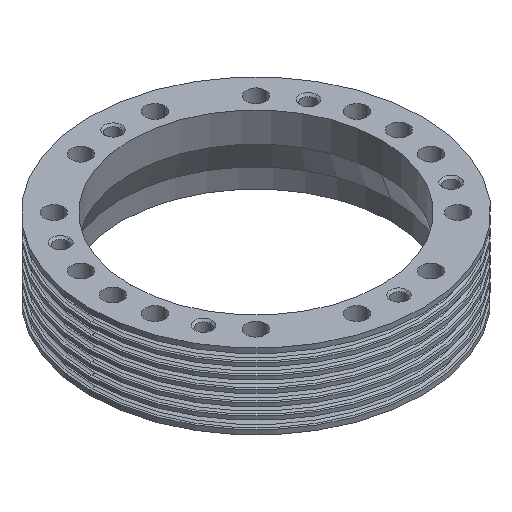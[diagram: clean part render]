
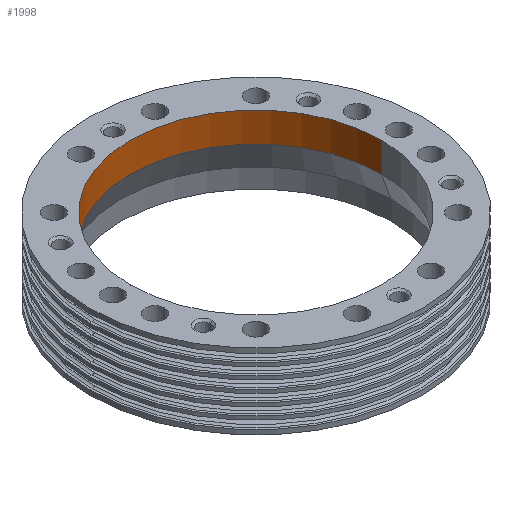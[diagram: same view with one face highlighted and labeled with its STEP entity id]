
A CAD part, isometric view. The second image highlights one B-rep face of the part: STEP entity #1998.
In plain terms, the highlighted cylindrical face has radius 130 mm (diameter 260 mm), a partial arc.
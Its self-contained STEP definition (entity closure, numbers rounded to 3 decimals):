
#74 = CARTESIAN_POINT ( 'NONE',  ( -130., 0., 0. ) ) ;
#87 = EDGE_CURVE ( 'NONE', #632, #3143, #1088, .T. ) ;
#187 = EDGE_LOOP ( 'NONE', ( #5480, #4596, #395, #1134 ) ) ;
#395 = ORIENTED_EDGE ( 'NONE', *, *, #87, .T. ) ;
#632 = VERTEX_POINT ( 'NONE', #2599 ) ;
#654 = CARTESIAN_POINT ( 'NONE',  ( 130., 0., 0. ) ) ;
#692 = CYLINDRICAL_SURFACE ( 'NONE', #4966, 130. ) ;
#718 = DIRECTION ( 'NONE',  ( 0., 0., 1. ) ) ;
#787 = EDGE_CURVE ( 'NONE', #1552, #3691, #1925, .T. ) ;
#1088 = LINE ( 'NONE', #654, #3570 ) ;
#1128 = FACE_OUTER_BOUND ( 'NONE', #187, .T. ) ;
#1134 = ORIENTED_EDGE ( 'NONE', *, *, #2556, .T. ) ;
#1146 = CIRCLE ( 'NONE', #4327, 130. ) ;
#1262 = DIRECTION ( 'NONE',  ( 0., 0., 1. ) ) ;
#1277 = CARTESIAN_POINT ( 'NONE',  ( 130., 0., 78. ) ) ;
#1363 = DIRECTION ( 'NONE',  ( 0., 0., 1. ) ) ;
#1552 = VERTEX_POINT ( 'NONE', #2984 ) ;
#1596 = CARTESIAN_POINT ( 'NONE',  ( 0., 0., 47.475 ) ) ;
#1711 = CARTESIAN_POINT ( 'NONE',  ( 0., 0., 78. ) ) ;
#1811 = DIRECTION ( 'NONE',  ( 0., 0., 1. ) ) ;
#1925 = LINE ( 'NONE', #74, #5224 ) ;
#1998 = ADVANCED_FACE ( 'NONE', ( #1128 ), #692, .F. ) ;
#2115 = DIRECTION ( 'NONE',  ( 1., 0., 0. ) ) ;
#2556 = EDGE_CURVE ( 'NONE', #3143, #3691, #1146, .T. ) ;
#2599 = CARTESIAN_POINT ( 'NONE',  ( 130., 0., 47.475 ) ) ;
#2797 = DIRECTION ( 'NONE',  ( 1., 0., 0. ) ) ;
#2984 = CARTESIAN_POINT ( 'NONE',  ( -130., 0., 47.475 ) ) ;
#3066 = DIRECTION ( 'NONE',  ( 1., 0., 0. ) ) ;
#3143 = VERTEX_POINT ( 'NONE', #1277 ) ;
#3167 = CIRCLE ( 'NONE', #5548, 130. ) ;
#3344 = CARTESIAN_POINT ( 'NONE',  ( 0., 0., 0. ) ) ;
#3570 = VECTOR ( 'NONE', #4130, 1000. ) ;
#3691 = VERTEX_POINT ( 'NONE', #4029 ) ;
#3934 = EDGE_CURVE ( 'NONE', #632, #1552, #3167, .T. ) ;
#4029 = CARTESIAN_POINT ( 'NONE',  ( -130., 0., 78. ) ) ;
#4130 = DIRECTION ( 'NONE',  ( 0., 0., 1. ) ) ;
#4327 = AXIS2_PLACEMENT_3D ( 'NONE', #1711, #1363, #3066 ) ;
#4596 = ORIENTED_EDGE ( 'NONE', *, *, #3934, .F. ) ;
#4966 = AXIS2_PLACEMENT_3D ( 'NONE', #3344, #718, #2797 ) ;
#5224 = VECTOR ( 'NONE', #1811, 1000. ) ;
#5480 = ORIENTED_EDGE ( 'NONE', *, *, #787, .F. ) ;
#5548 = AXIS2_PLACEMENT_3D ( 'NONE', #1596, #1262, #2115 ) ;
